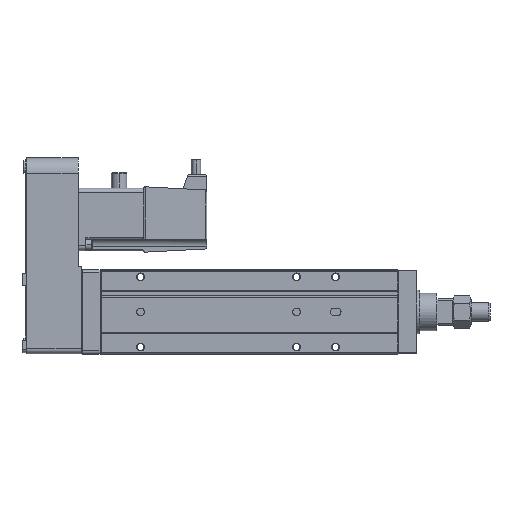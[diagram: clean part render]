
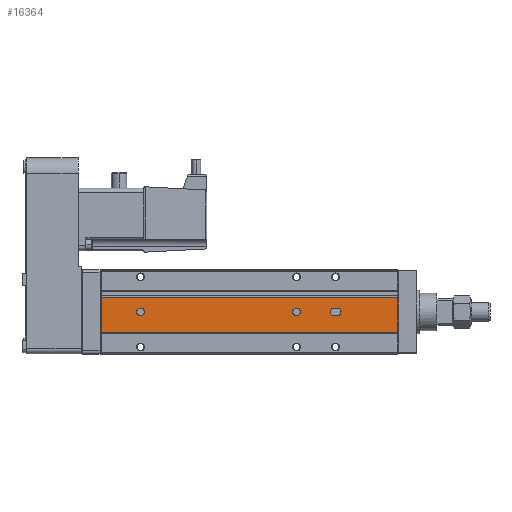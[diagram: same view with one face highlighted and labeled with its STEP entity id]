
A CAD part, front view. The second image highlights one B-rep face of the part: STEP entity #16364.
In plain terms, the highlighted planar face has unit normal (0, -1, 0).
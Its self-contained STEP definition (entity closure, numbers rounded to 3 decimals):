
#42 = ORIENTED_EDGE ( 'NONE', *, *, #9419, .F. ) ;
#336 = ORIENTED_EDGE ( 'NONE', *, *, #8052, .F. ) ;
#608 = DIRECTION ( 'NONE',  ( 0., -1., 0. ) ) ;
#650 = CARTESIAN_POINT ( 'NONE',  ( 0., 1., 9.286 ) ) ;
#687 = LINE ( 'NONE', #8504, #8507 ) ;
#822 = CARTESIAN_POINT ( 'NONE',  ( 25., 1., 2.5 ) ) ;
#872 = CARTESIAN_POINT ( 'NONE',  ( 25., 1., 0. ) ) ;
#898 = VERTEX_POINT ( 'NONE', #23302 ) ;
#1244 = CARTESIAN_POINT ( 'NONE',  ( 190., 1., 9.286 ) ) ;
#1881 = ORIENTED_EDGE ( 'NONE', *, *, #25266, .T. ) ;
#1885 = CARTESIAN_POINT ( 'NONE',  ( 0., 1., 9.286 ) ) ;
#2162 = CARTESIAN_POINT ( 'NONE',  ( 190., 1., 9.286 ) ) ;
#2270 = EDGE_CURVE ( 'NONE', #23175, #2314, #5686, .T. ) ;
#2314 = VERTEX_POINT ( 'NONE', #16912 ) ;
#2547 = DIRECTION ( 'NONE',  ( 0., -1., 0. ) ) ;
#2921 = EDGE_CURVE ( 'NONE', #4983, #8196, #25068, .T. ) ;
#2954 = EDGE_LOOP ( 'NONE', ( #336, #22013 ) ) ;
#3083 = VERTEX_POINT ( 'NONE', #1244 ) ;
#3682 = VECTOR ( 'NONE', #19063, 1000. ) ;
#3714 = DIRECTION ( 'NONE',  ( 0., -1., 0. ) ) ;
#4072 = DIRECTION ( 'NONE',  ( 0., 0., 1. ) ) ;
#4167 = DIRECTION ( 'NONE',  ( 1., 0., 0. ) ) ;
#4267 = VECTOR ( 'NONE', #23975, 1000. ) ;
#4337 = DIRECTION ( 'NONE',  ( 0., 0., 1. ) ) ;
#4889 = LINE ( 'NONE', #8865, #6200 ) ;
#4983 = VERTEX_POINT ( 'NONE', #6546 ) ;
#5305 = AXIS2_PLACEMENT_3D ( 'NONE', #14007, #7917, #4072 ) ;
#5479 = DIRECTION ( 'NONE',  ( 0., 0., 1. ) ) ;
#5686 = CIRCLE ( 'NONE', #14356, 2.5 ) ;
#5719 = DIRECTION ( 'NONE',  ( 0., -1., 0. ) ) ;
#5996 = FACE_OUTER_BOUND ( 'NONE', #18251, .T. ) ;
#6084 = CARTESIAN_POINT ( 'NONE',  ( 125., 1., -2.5 ) ) ;
#6200 = VECTOR ( 'NONE', #18811, 1000. ) ;
#6210 = VERTEX_POINT ( 'NONE', #1885 ) ;
#6393 = ORIENTED_EDGE ( 'NONE', *, *, #17981, .F. ) ;
#6404 = CARTESIAN_POINT ( 'NONE',  ( 149., 1., 2.5 ) ) ;
#6546 = CARTESIAN_POINT ( 'NONE',  ( 151., 1., -2.5 ) ) ;
#6591 = DIRECTION ( 'NONE',  ( -1., 0., 0. ) ) ;
#6907 = AXIS2_PLACEMENT_3D ( 'NONE', #13111, #15047, #17245 ) ;
#7335 = CIRCLE ( 'NONE', #12335, 2.5 ) ;
#7363 = VERTEX_POINT ( 'NONE', #13368 ) ;
#7749 = EDGE_CURVE ( 'NONE', #21688, #7363, #4889, .T. ) ;
#7917 = DIRECTION ( 'NONE',  ( 0., -1., 0. ) ) ;
#7996 = CARTESIAN_POINT ( 'NONE',  ( 190., 1., -2.5 ) ) ;
#8046 = DIRECTION ( 'NONE',  ( 0., 1., 0. ) ) ;
#8052 = EDGE_CURVE ( 'NONE', #898, #9255, #19742, .T. ) ;
#8196 = VERTEX_POINT ( 'NONE', #8792 ) ;
#8504 = CARTESIAN_POINT ( 'NONE',  ( 190., 1., 2.5 ) ) ;
#8507 = VECTOR ( 'NONE', #6591, 1000. ) ;
#8618 = AXIS2_PLACEMENT_3D ( 'NONE', #872, #608, #4337 ) ;
#8792 = CARTESIAN_POINT ( 'NONE',  ( 151., 1., 2.5 ) ) ;
#8865 = CARTESIAN_POINT ( 'NONE',  ( 190., 1., -13. ) ) ;
#9100 = EDGE_CURVE ( 'NONE', #3083, #6210, #20862, .T. ) ;
#9167 = CARTESIAN_POINT ( 'NONE',  ( 190., 1., 9.286 ) ) ;
#9255 = VERTEX_POINT ( 'NONE', #822 ) ;
#9419 = EDGE_CURVE ( 'NONE', #24121, #4983, #24020, .T. ) ;
#9617 = FACE_BOUND ( 'NONE', #2954, .T. ) ;
#9736 = CARTESIAN_POINT ( 'NONE',  ( 125., 1., 0. ) ) ;
#10278 = EDGE_CURVE ( 'NONE', #9255, #898, #18053, .T. ) ;
#10392 = DIRECTION ( 'NONE',  ( 0., 0., 1. ) ) ;
#11912 = AXIS2_PLACEMENT_3D ( 'NONE', #2162, #8046, #12078 ) ;
#11946 = FACE_BOUND ( 'NONE', #15882, .T. ) ;
#12078 = DIRECTION ( 'NONE',  ( 1., 0., 0. ) ) ;
#12134 = CIRCLE ( 'NONE', #24492, 2.5 ) ;
#12153 = EDGE_CURVE ( 'NONE', #8196, #21031, #687, .T. ) ;
#12335 = AXIS2_PLACEMENT_3D ( 'NONE', #15793, #5719, #5479 ) ;
#12842 = ORIENTED_EDGE ( 'NONE', *, *, #12153, .F. ) ;
#13111 = CARTESIAN_POINT ( 'NONE',  ( 25., 1., 0. ) ) ;
#13368 = CARTESIAN_POINT ( 'NONE',  ( 0., 1., -13. ) ) ;
#13758 = FACE_BOUND ( 'NONE', #22000, .T. ) ;
#14007 = CARTESIAN_POINT ( 'NONE',  ( 151., 1., 0. ) ) ;
#14356 = AXIS2_PLACEMENT_3D ( 'NONE', #24201, #2547, #10392 ) ;
#15047 = DIRECTION ( 'NONE',  ( 0., -1., 0. ) ) ;
#15067 = CARTESIAN_POINT ( 'NONE',  ( 190., 1., 9.286 ) ) ;
#15515 = EDGE_CURVE ( 'NONE', #21031, #24121, #7335, .T. ) ;
#15793 = CARTESIAN_POINT ( 'NONE',  ( 149., 1., 0. ) ) ;
#15882 = EDGE_LOOP ( 'NONE', ( #16752, #6393 ) ) ;
#16248 = ORIENTED_EDGE ( 'NONE', *, *, #9100, .T. ) ;
#16333 = ORIENTED_EDGE ( 'NONE', *, *, #2921, .F. ) ;
#16364 = ADVANCED_FACE ( 'NONE', ( #5996, #13758, #9617, #11946 ), #23555, .F. ) ;
#16576 = ORIENTED_EDGE ( 'NONE', *, *, #7749, .F. ) ;
#16752 = ORIENTED_EDGE ( 'NONE', *, *, #2270, .F. ) ;
#16912 = CARTESIAN_POINT ( 'NONE',  ( 125., 1., 2.5 ) ) ;
#16933 = DIRECTION ( 'NONE',  ( 0., 0., -1. ) ) ;
#17245 = DIRECTION ( 'NONE',  ( 0., 0., 1. ) ) ;
#17296 = VECTOR ( 'NONE', #4167, 1000. ) ;
#17981 = EDGE_CURVE ( 'NONE', #2314, #23175, #12134, .T. ) ;
#18053 = CIRCLE ( 'NONE', #6907, 2.5 ) ;
#18251 = EDGE_LOOP ( 'NONE', ( #1881, #16576, #20860, #16248 ) ) ;
#18609 = VECTOR ( 'NONE', #16933, 1000. ) ;
#18811 = DIRECTION ( 'NONE',  ( -1., 0., 0. ) ) ;
#19063 = DIRECTION ( 'NONE',  ( -1., 0., 0. ) ) ;
#19102 = LINE ( 'NONE', #9167, #18609 ) ;
#19429 = DIRECTION ( 'NONE',  ( 0., 0., 1. ) ) ;
#19742 = CIRCLE ( 'NONE', #8618, 2.5 ) ;
#20860 = ORIENTED_EDGE ( 'NONE', *, *, #22241, .F. ) ;
#20862 = LINE ( 'NONE', #15067, #3682 ) ;
#21031 = VERTEX_POINT ( 'NONE', #6404 ) ;
#21555 = CARTESIAN_POINT ( 'NONE',  ( 190., 1., -13. ) ) ;
#21688 = VERTEX_POINT ( 'NONE', #21555 ) ;
#22000 = EDGE_LOOP ( 'NONE', ( #42, #22423, #12842, #16333 ) ) ;
#22013 = ORIENTED_EDGE ( 'NONE', *, *, #10278, .F. ) ;
#22241 = EDGE_CURVE ( 'NONE', #3083, #21688, #19102, .T. ) ;
#22423 = ORIENTED_EDGE ( 'NONE', *, *, #15515, .F. ) ;
#23175 = VERTEX_POINT ( 'NONE', #6084 ) ;
#23302 = CARTESIAN_POINT ( 'NONE',  ( 25., 1., -2.5 ) ) ;
#23555 = PLANE ( 'NONE',  #11912 ) ;
#23975 = DIRECTION ( 'NONE',  ( 0., 0., -1. ) ) ;
#24020 = LINE ( 'NONE', #7996, #17296 ) ;
#24121 = VERTEX_POINT ( 'NONE', #24597 ) ;
#24201 = CARTESIAN_POINT ( 'NONE',  ( 125., 1., 0. ) ) ;
#24365 = LINE ( 'NONE', #650, #4267 ) ;
#24492 = AXIS2_PLACEMENT_3D ( 'NONE', #9736, #3714, #19429 ) ;
#24597 = CARTESIAN_POINT ( 'NONE',  ( 149., 1., -2.5 ) ) ;
#25068 = CIRCLE ( 'NONE', #5305, 2.5 ) ;
#25266 = EDGE_CURVE ( 'NONE', #6210, #7363, #24365, .T. ) ;
